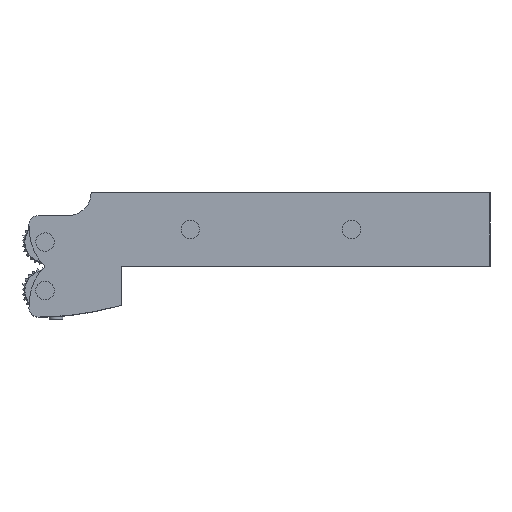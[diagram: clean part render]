
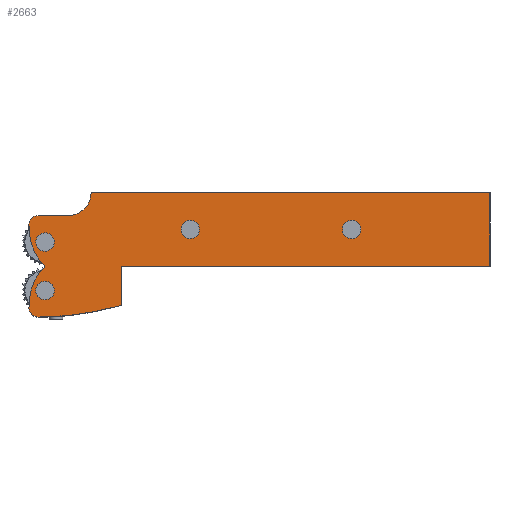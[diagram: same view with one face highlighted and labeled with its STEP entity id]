
A CAD part, top view. The second image highlights one B-rep face of the part: STEP entity #2663.
In plain terms, the highlighted face is planar.
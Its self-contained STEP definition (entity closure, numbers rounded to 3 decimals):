
#204=FACE_BOUND('',#483,.T.);
#205=FACE_BOUND('',#484,.T.);
#206=FACE_BOUND('',#485,.T.);
#207=FACE_BOUND('',#486,.T.);
#216=PLANE('',#2946);
#328=FACE_OUTER_BOUND('',#482,.T.);
#482=EDGE_LOOP('',(#1787,#1788,#1789,#1790,#1791,#1792,#1793,#1794,#1795,
#1796,#1797));
#483=EDGE_LOOP('',(#1798));
#484=EDGE_LOOP('',(#1799));
#485=EDGE_LOOP('',(#1800));
#486=EDGE_LOOP('',(#1801));
#648=LINE('',#3925,#800);
#649=LINE('',#3927,#801);
#650=LINE('',#3929,#802);
#651=LINE('',#3931,#803);
#652=LINE('',#3934,#804);
#800=VECTOR('',#3256,10.);
#801=VECTOR('',#3257,10.);
#802=VECTOR('',#3258,10.);
#803=VECTOR('',#3259,10.);
#804=VECTOR('',#3262,10.);
#949=CIRCLE('',#2932,2.);
#952=CIRCLE('',#2936,12.);
#959=CIRCLE('',#2945,2.);
#960=CIRCLE('',#2947,12.);
#961=CIRCLE('',#2948,65.);
#962=CIRCLE('',#2949,5.);
#963=CIRCLE('',#2950,2.);
#964=CIRCLE('',#2951,2.);
#965=CIRCLE('',#2952,2.);
#966=CIRCLE('',#2953,2.);
#1057=VERTEX_POINT('',#3884);
#1058=VERTEX_POINT('',#3885);
#1062=VERTEX_POINT('',#3895);
#1070=VERTEX_POINT('',#3915);
#1071=VERTEX_POINT('',#3916);
#1072=VERTEX_POINT('',#3922);
#1073=VERTEX_POINT('',#3924);
#1074=VERTEX_POINT('',#3926);
#1075=VERTEX_POINT('',#3928);
#1076=VERTEX_POINT('',#3930);
#1077=VERTEX_POINT('',#3932);
#1078=VERTEX_POINT('',#3935);
#1079=VERTEX_POINT('',#3937);
#1080=VERTEX_POINT('',#3939);
#1081=VERTEX_POINT('',#3941);
#1341=EDGE_CURVE('',#1057,#1058,#949,.T.);
#1347=EDGE_CURVE('',#1057,#1062,#952,.T.);
#1356=EDGE_CURVE('',#1070,#1071,#959,.T.);
#1359=EDGE_CURVE('',#1062,#1071,#960,.T.);
#1360=EDGE_CURVE('',#1070,#1072,#961,.T.);
#1361=EDGE_CURVE('',#1072,#1073,#648,.T.);
#1362=EDGE_CURVE('',#1073,#1074,#649,.T.);
#1363=EDGE_CURVE('',#1075,#1074,#650,.T.);
#1364=EDGE_CURVE('',#1076,#1075,#651,.T.);
#1365=EDGE_CURVE('',#1076,#1077,#962,.T.);
#1366=EDGE_CURVE('',#1077,#1058,#652,.T.);
#1367=EDGE_CURVE('',#1078,#1078,#963,.T.);
#1368=EDGE_CURVE('',#1079,#1079,#964,.T.);
#1369=EDGE_CURVE('',#1080,#1080,#965,.T.);
#1370=EDGE_CURVE('',#1081,#1081,#966,.T.);
#1787=ORIENTED_EDGE('',*,*,#1341,.F.);
#1788=ORIENTED_EDGE('',*,*,#1347,.T.);
#1789=ORIENTED_EDGE('',*,*,#1359,.T.);
#1790=ORIENTED_EDGE('',*,*,#1356,.F.);
#1791=ORIENTED_EDGE('',*,*,#1360,.T.);
#1792=ORIENTED_EDGE('',*,*,#1361,.T.);
#1793=ORIENTED_EDGE('',*,*,#1362,.T.);
#1794=ORIENTED_EDGE('',*,*,#1363,.F.);
#1795=ORIENTED_EDGE('',*,*,#1364,.F.);
#1796=ORIENTED_EDGE('',*,*,#1365,.T.);
#1797=ORIENTED_EDGE('',*,*,#1366,.T.);
#1798=ORIENTED_EDGE('',*,*,#1367,.T.);
#1799=ORIENTED_EDGE('',*,*,#1368,.T.);
#1800=ORIENTED_EDGE('',*,*,#1369,.T.);
#1801=ORIENTED_EDGE('',*,*,#1370,.T.);
#2663=ADVANCED_FACE('',(#328,#204,#205,#206,#207),#216,.F.);
#2932=AXIS2_PLACEMENT_3D('',#3886,#3215,#3216);
#2936=AXIS2_PLACEMENT_3D('',#3897,#3226,#3227);
#2945=AXIS2_PLACEMENT_3D('',#3917,#3246,#3247);
#2946=AXIS2_PLACEMENT_3D('',#3920,#3250,#3251);
#2947=AXIS2_PLACEMENT_3D('',#3921,#3252,#3253);
#2948=AXIS2_PLACEMENT_3D('',#3923,#3254,#3255);
#2949=AXIS2_PLACEMENT_3D('',#3933,#3260,#3261);
#2950=AXIS2_PLACEMENT_3D('',#3936,#3263,#3264);
#2951=AXIS2_PLACEMENT_3D('',#3938,#3265,#3266);
#2952=AXIS2_PLACEMENT_3D('',#3940,#3267,#3268);
#2953=AXIS2_PLACEMENT_3D('',#3942,#3269,#3270);
#3215=DIRECTION('center_axis',(0.,0.,1.));
#3216=DIRECTION('ref_axis',(-0.727,0.687,0.));
#3226=DIRECTION('center_axis',(0.,0.,-1.));
#3227=DIRECTION('ref_axis',(0.563,0.827,0.));
#3246=DIRECTION('center_axis',(0.,0.,1.));
#3247=DIRECTION('ref_axis',(0.727,0.687,0.));
#3250=DIRECTION('center_axis',(0.,0.,1.));
#3251=DIRECTION('ref_axis',(1.,0.,0.));
#3252=DIRECTION('center_axis',(0.,0.,-1.));
#3253=DIRECTION('ref_axis',(0.056,0.998,0.));
#3254=DIRECTION('center_axis',(0.,0.,-1.));
#3255=DIRECTION('ref_axis',(0.98,-0.2,0.));
#3256=DIRECTION('',(-1.,0.,0.));
#3257=DIRECTION('',(0.,-1.,0.));
#3258=DIRECTION('',(1.,0.,0.));
#3259=DIRECTION('',(0.,-1.,0.));
#3260=DIRECTION('center_axis',(0.,0.,1.));
#3261=DIRECTION('ref_axis',(0.707,-0.707,0.));
#3262=DIRECTION('',(0.,1.,0.));
#3263=DIRECTION('center_axis',(0.,0.,1.));
#3264=DIRECTION('ref_axis',(1.,0.,0.));
#3265=DIRECTION('center_axis',(0.,0.,1.));
#3266=DIRECTION('ref_axis',(1.,0.,0.));
#3267=DIRECTION('center_axis',(0.,0.,1.));
#3268=DIRECTION('ref_axis',(-0.671,-0.741,0.));
#3269=DIRECTION('center_axis',(0.,0.,1.));
#3270=DIRECTION('ref_axis',(-0.002,-1.,0.));
#3884=CARTESIAN_POINT('',(-5.112,109.981,4.));
#3885=CARTESIAN_POINT('',(-7.,107.984,4.));
#3886=CARTESIAN_POINT('Origin',(-5.,107.984,4.));
#3895=CARTESIAN_POINT('',(4.,106.53,4.));
#3897=CARTESIAN_POINT('Origin',(-4.44,98.,4.));
#3915=CARTESIAN_POINT('',(15.,107.984,4.));
#3916=CARTESIAN_POINT('',(13.112,109.981,4.));
#3917=CARTESIAN_POINT('Origin',(13.,107.984,4.));
#3920=CARTESIAN_POINT('Origin',(-4.,0.,4.));
#3921=CARTESIAN_POINT('Origin',(12.44,98.,4.));
#3922=CARTESIAN_POINT('',(12.463,90.,4.));
#3923=CARTESIAN_POINT('Origin',(-50.,107.984,4.));
#3924=CARTESIAN_POINT('',(4.,90.,4.));
#3925=CARTESIAN_POINT('',(13.69,90.,4.));
#3926=CARTESIAN_POINT('',(4.,10.,4.));
#3927=CARTESIAN_POINT('',(4.,0.,4.));
#3928=CARTESIAN_POINT('',(-12.,10.,4.));
#3929=CARTESIAN_POINT('',(-4.,10.,4.));
#3930=CARTESIAN_POINT('',(-12.,96.5,4.));
#3931=CARTESIAN_POINT('',(-12.,24.125,4.));
#3932=CARTESIAN_POINT('',(-7.,101.5,4.));
#3933=CARTESIAN_POINT('Origin',(-12.,101.5,4.));
#3934=CARTESIAN_POINT('',(-7.,51.275,4.));
#3935=CARTESIAN_POINT('',(-6.,75.,4.));
#3936=CARTESIAN_POINT('Origin',(-4.,75.,4.));
#3937=CARTESIAN_POINT('',(-6.,40.,4.));
#3938=CARTESIAN_POINT('Origin',(-4.,40.,4.));
#3939=CARTESIAN_POINT('',(0.093,107.982,4.));
#3940=CARTESIAN_POINT('Origin',(-1.25,106.5,4.));
#3941=CARTESIAN_POINT('',(9.254,108.5,4.));
#3942=CARTESIAN_POINT('Origin',(9.25,106.5,4.));
